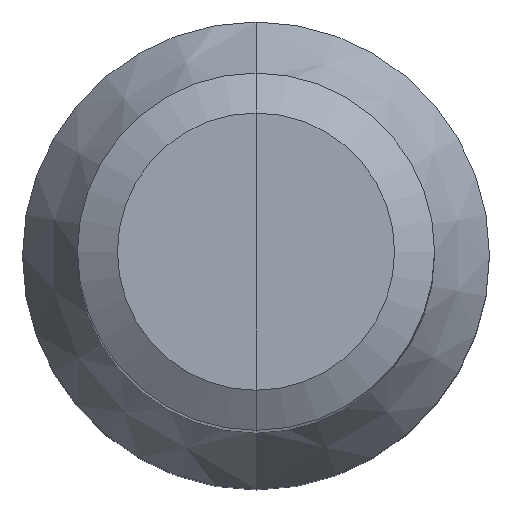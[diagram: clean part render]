
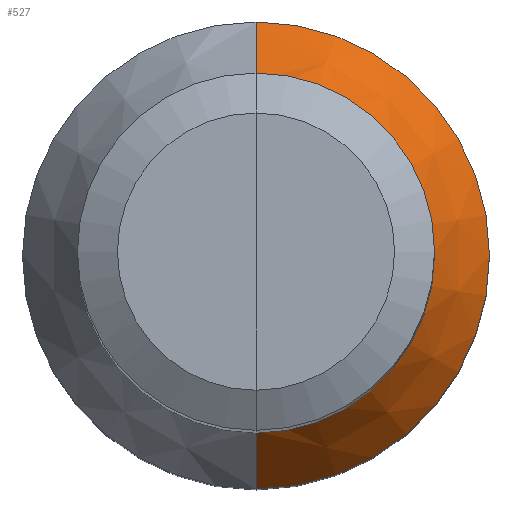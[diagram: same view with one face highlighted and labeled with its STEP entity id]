
A CAD part, top view. The second image highlights one B-rep face of the part: STEP entity #527.
In plain terms, the highlighted conical face has half-angle 30 degrees and reference radius 9 mm.
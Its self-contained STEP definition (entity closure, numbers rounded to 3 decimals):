
#443 = EDGE_CURVE('',#444,#446,#448,.T.);
#444 = VERTEX_POINT('',#445);
#445 = CARTESIAN_POINT('',(0.,-9.,-85.));
#446 = VERTEX_POINT('',#447);
#447 = CARTESIAN_POINT('',(0.,9.,-85.));
#448 = SURFACE_CURVE('',#449,(#454,#466),.PCURVE_S1.);
#449 = CIRCLE('',#450,9.);
#450 = AXIS2_PLACEMENT_3D('',#451,#452,#453);
#451 = CARTESIAN_POINT('',(0.,0.,-85.));
#452 = DIRECTION('',(0.,0.,1.));
#453 = DIRECTION('',(0.,-1.,0.));
#454 = PCURVE('',#455,#460);
#455 = PLANE('',#456);
#456 = AXIS2_PLACEMENT_3D('',#457,#458,#459);
#457 = CARTESIAN_POINT('',(0.,0.,-85.));
#458 = DIRECTION('',(0.,0.,1.));
#459 = DIRECTION('',(0.,-1.,0.));
#460 = DEFINITIONAL_REPRESENTATION('',(#461),#465);
#461 = CIRCLE('',#462,9.);
#462 = AXIS2_PLACEMENT_2D('',#463,#464);
#463 = CARTESIAN_POINT('',(0.,0.));
#464 = DIRECTION('',(1.,-0.));
#465 = ( GEOMETRIC_REPRESENTATION_CONTEXT(2) 
PARAMETRIC_REPRESENTATION_CONTEXT() REPRESENTATION_CONTEXT('2D SPACE',''
  ) );
#466 = PCURVE('',#467,#472);
#467 = CONICAL_SURFACE('',#468,9.,0.524);
#468 = AXIS2_PLACEMENT_3D('',#469,#470,#471);
#469 = CARTESIAN_POINT('',(0.,0.,-85.));
#470 = DIRECTION('',(-0.,-0.,-1.));
#471 = DIRECTION('',(0.,-1.,0.));
#472 = DEFINITIONAL_REPRESENTATION('',(#473),#477);
#473 = LINE('',#474,#475);
#474 = CARTESIAN_POINT('',(-0.,-0.));
#475 = VECTOR('',#476,1.);
#476 = DIRECTION('',(-1.,-0.));
#477 = ( GEOMETRIC_REPRESENTATION_CONTEXT(2) 
PARAMETRIC_REPRESENTATION_CONTEXT() REPRESENTATION_CONTEXT('2D SPACE',''
  ) );
#527 = ADVANCED_FACE('',(#528),#467,.T.);
#528 = FACE_BOUND('',#529,.T.);
#529 = EDGE_LOOP('',(#530,#531,#559,#588));
#530 = ORIENTED_EDGE('',*,*,#443,.T.);
#531 = ORIENTED_EDGE('',*,*,#532,.T.);
#532 = EDGE_CURVE('',#446,#533,#535,.T.);
#533 = VERTEX_POINT('',#534);
#534 = CARTESIAN_POINT('',(0.,6.785,-81.164));
#535 = SURFACE_CURVE('',#536,(#540,#547),.PCURVE_S1.);
#536 = LINE('',#537,#538);
#537 = CARTESIAN_POINT('',(0.,9.,-85.));
#538 = VECTOR('',#539,1.);
#539 = DIRECTION('',(0.,-0.5,0.866));
#540 = PCURVE('',#467,#541);
#541 = DEFINITIONAL_REPRESENTATION('',(#542),#546);
#542 = LINE('',#543,#544);
#543 = CARTESIAN_POINT('',(-3.142,-0.));
#544 = VECTOR('',#545,1.);
#545 = DIRECTION('',(-0.,-1.));
#546 = ( GEOMETRIC_REPRESENTATION_CONTEXT(2) 
PARAMETRIC_REPRESENTATION_CONTEXT() REPRESENTATION_CONTEXT('2D SPACE',''
  ) );
#547 = PCURVE('',#548,#553);
#548 = CONICAL_SURFACE('',#549,9.,0.524);
#549 = AXIS2_PLACEMENT_3D('',#550,#551,#552);
#550 = CARTESIAN_POINT('',(0.,0.,-85.));
#551 = DIRECTION('',(-0.,-0.,-1.));
#552 = DIRECTION('',(0.,-1.,0.));
#553 = DEFINITIONAL_REPRESENTATION('',(#554),#558);
#554 = LINE('',#555,#556);
#555 = CARTESIAN_POINT('',(3.142,-0.));
#556 = VECTOR('',#557,1.);
#557 = DIRECTION('',(0.,-1.));
#558 = ( GEOMETRIC_REPRESENTATION_CONTEXT(2) 
PARAMETRIC_REPRESENTATION_CONTEXT() REPRESENTATION_CONTEXT('2D SPACE',''
  ) );
#559 = ORIENTED_EDGE('',*,*,#560,.F.);
#560 = EDGE_CURVE('',#561,#533,#563,.T.);
#561 = VERTEX_POINT('',#562);
#562 = CARTESIAN_POINT('',(0.,-6.785,-81.164));
#563 = SURFACE_CURVE('',#564,(#569,#576),.PCURVE_S1.);
#564 = CIRCLE('',#565,6.785);
#565 = AXIS2_PLACEMENT_3D('',#566,#567,#568);
#566 = CARTESIAN_POINT('',(0.,0.,-81.164));
#567 = DIRECTION('',(0.,0.,1.));
#568 = DIRECTION('',(0.,-1.,0.));
#569 = PCURVE('',#467,#570);
#570 = DEFINITIONAL_REPRESENTATION('',(#571),#575);
#571 = LINE('',#572,#573);
#572 = CARTESIAN_POINT('',(-0.,-3.836));
#573 = VECTOR('',#574,1.);
#574 = DIRECTION('',(-1.,-0.));
#575 = ( GEOMETRIC_REPRESENTATION_CONTEXT(2) 
PARAMETRIC_REPRESENTATION_CONTEXT() REPRESENTATION_CONTEXT('2D SPACE',''
  ) );
#576 = PCURVE('',#577,#582);
#577 = CYLINDRICAL_SURFACE('',#578,6.785);
#578 = AXIS2_PLACEMENT_3D('',#579,#580,#581);
#579 = CARTESIAN_POINT('',(0.,0.,-81.164));
#580 = DIRECTION('',(0.,0.,1.));
#581 = DIRECTION('',(0.,-1.,0.));
#582 = DEFINITIONAL_REPRESENTATION('',(#583),#587);
#583 = LINE('',#584,#585);
#584 = CARTESIAN_POINT('',(0.,0.));
#585 = VECTOR('',#586,1.);
#586 = DIRECTION('',(1.,0.));
#587 = ( GEOMETRIC_REPRESENTATION_CONTEXT(2) 
PARAMETRIC_REPRESENTATION_CONTEXT() REPRESENTATION_CONTEXT('2D SPACE',''
  ) );
#588 = ORIENTED_EDGE('',*,*,#589,.F.);
#589 = EDGE_CURVE('',#444,#561,#590,.T.);
#590 = SURFACE_CURVE('',#591,(#595,#602),.PCURVE_S1.);
#591 = LINE('',#592,#593);
#592 = CARTESIAN_POINT('',(0.,-9.,-85.));
#593 = VECTOR('',#594,1.);
#594 = DIRECTION('',(0.,0.5,0.866));
#595 = PCURVE('',#467,#596);
#596 = DEFINITIONAL_REPRESENTATION('',(#597),#601);
#597 = LINE('',#598,#599);
#598 = CARTESIAN_POINT('',(-0.,-0.));
#599 = VECTOR('',#600,1.);
#600 = DIRECTION('',(-0.,-1.));
#601 = ( GEOMETRIC_REPRESENTATION_CONTEXT(2) 
PARAMETRIC_REPRESENTATION_CONTEXT() REPRESENTATION_CONTEXT('2D SPACE',''
  ) );
#602 = PCURVE('',#548,#603);
#603 = DEFINITIONAL_REPRESENTATION('',(#604),#608);
#604 = LINE('',#605,#606);
#605 = CARTESIAN_POINT('',(0.,-0.));
#606 = VECTOR('',#607,1.);
#607 = DIRECTION('',(0.,-1.));
#608 = ( GEOMETRIC_REPRESENTATION_CONTEXT(2) 
PARAMETRIC_REPRESENTATION_CONTEXT() REPRESENTATION_CONTEXT('2D SPACE',''
  ) );
